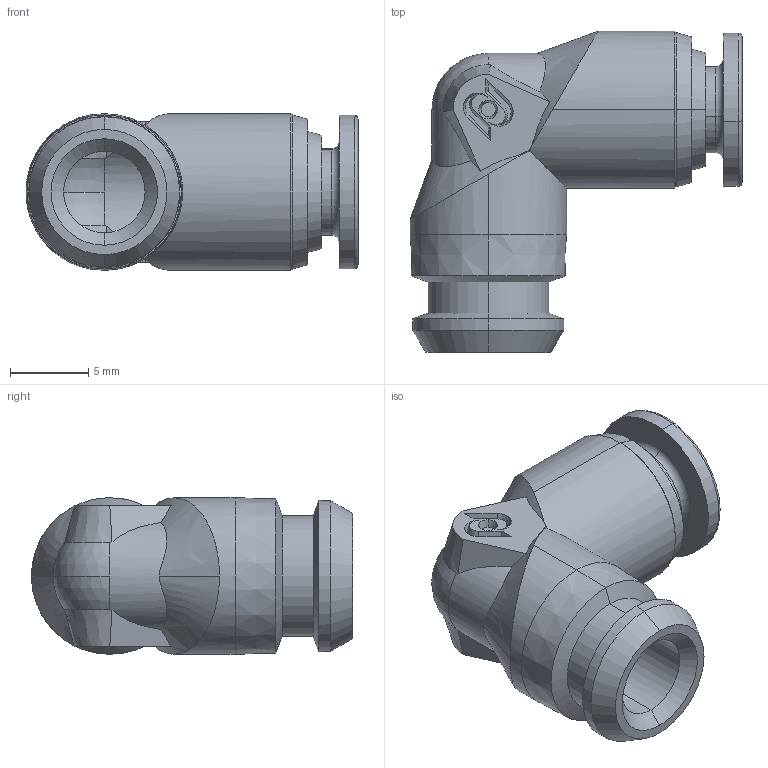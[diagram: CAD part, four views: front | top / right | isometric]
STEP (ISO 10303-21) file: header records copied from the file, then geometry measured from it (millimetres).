
FILE_DESCRIPTION (( 'STEP AP214' ), '1' );
FILE_NAME ('5910000002A.STEP', '2016-05-12T14:58:50', ( '' ), ( '' ), 'SwSTEP 2.0', 'SolidWorks 2016', '' );
FILE_SCHEMA (( 'AUTOMOTIVE_DESIGN' ));
Length unit declared in the file: millimetre
Products named in the file (1): 5910000002A
Bounding box: 21.2 x 20.5 x 10 mm (x, y, z)
Surface area: 1433.5 mm2 (no closed solid volume)
Topology: 0 solids, 3 shells, 141 faces, 379 edges, 255 vertices
Faces by surface type: plane 61, cone 36, cylinder 20, bspline 18, torus 4, sphere 2
Entity records: 7437 total; most frequent: CARTESIAN_POINT 2498, ORIENTED_EDGE 746, DIRECTION 616, EDGE_CURVE 379, VERTEX_POINT 255, AXIS2_PLACEMENT_3D 221, LINE 174, VECTOR 174
